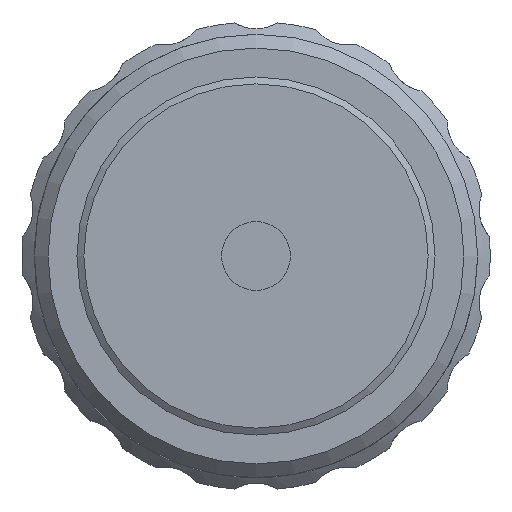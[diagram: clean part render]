
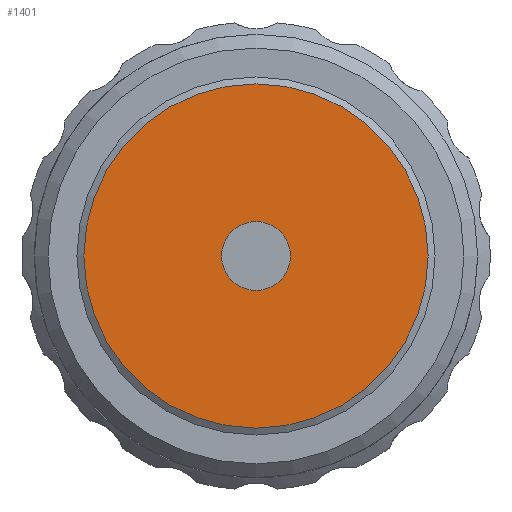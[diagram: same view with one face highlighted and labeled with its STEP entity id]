
A CAD part, left-side view. The second image highlights one B-rep face of the part: STEP entity #1401.
In plain terms, the highlighted planar face has unit normal (-1, 0, 0).
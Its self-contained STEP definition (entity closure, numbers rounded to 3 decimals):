
#140 = DIRECTION ( 'NONE',  ( 1., 0., 0. ) ) ;
#253 = DIRECTION ( 'NONE',  ( 1., 0., 0. ) ) ;
#408 = ORIENTED_EDGE ( 'NONE', *, *, #2173, .T. ) ;
#489 = EDGE_LOOP ( 'NONE', ( #408 ) ) ;
#522 = CARTESIAN_POINT ( 'NONE',  ( 7.337, 46.021, 0. ) ) ;
#566 = AXIS2_PLACEMENT_3D ( 'NONE', #1237, #737, #1950 ) ;
#695 = CARTESIAN_POINT ( 'NONE',  ( 7.337, 46.021, 0. ) ) ;
#737 = DIRECTION ( 'NONE',  ( -1., 0., 0. ) ) ;
#878 = DIRECTION ( 'NONE',  ( 0., 0., 1. ) ) ;
#888 = EDGE_LOOP ( 'NONE', ( #1181 ) ) ;
#977 = CIRCLE ( 'NONE', #1416, 12.5 ) ;
#997 = VERTEX_POINT ( 'NONE', #1870 ) ;
#1076 = PLANE ( 'NONE',  #566 ) ;
#1105 = DIRECTION ( 'NONE',  ( 0., 0., 1. ) ) ;
#1181 = ORIENTED_EDGE ( 'NONE', *, *, #1665, .F. ) ;
#1237 = CARTESIAN_POINT ( 'NONE',  ( 7.337, 57.871, 0. ) ) ;
#1253 = FACE_OUTER_BOUND ( 'NONE', #888, .T. ) ;
#1401 = ADVANCED_FACE ( 'NONE', ( #1614, #1253 ), #1076, .T. ) ;
#1416 = AXIS2_PLACEMENT_3D ( 'NONE', #522, #140, #878 ) ;
#1515 = VERTEX_POINT ( 'NONE', #1697 ) ;
#1614 = FACE_BOUND ( 'NONE', #489, .T. ) ;
#1623 = CIRCLE ( 'NONE', #2182, 2.5 ) ;
#1665 = EDGE_CURVE ( 'NONE', #997, #997, #977, .T. ) ;
#1697 = CARTESIAN_POINT ( 'NONE',  ( 7.337, 46.021, 2.5 ) ) ;
#1870 = CARTESIAN_POINT ( 'NONE',  ( 7.337, 46.021, 12.5 ) ) ;
#1950 = DIRECTION ( 'NONE',  ( 0., 0., 1. ) ) ;
#2173 = EDGE_CURVE ( 'NONE', #1515, #1515, #1623, .T. ) ;
#2182 = AXIS2_PLACEMENT_3D ( 'NONE', #695, #253, #1105 ) ;
